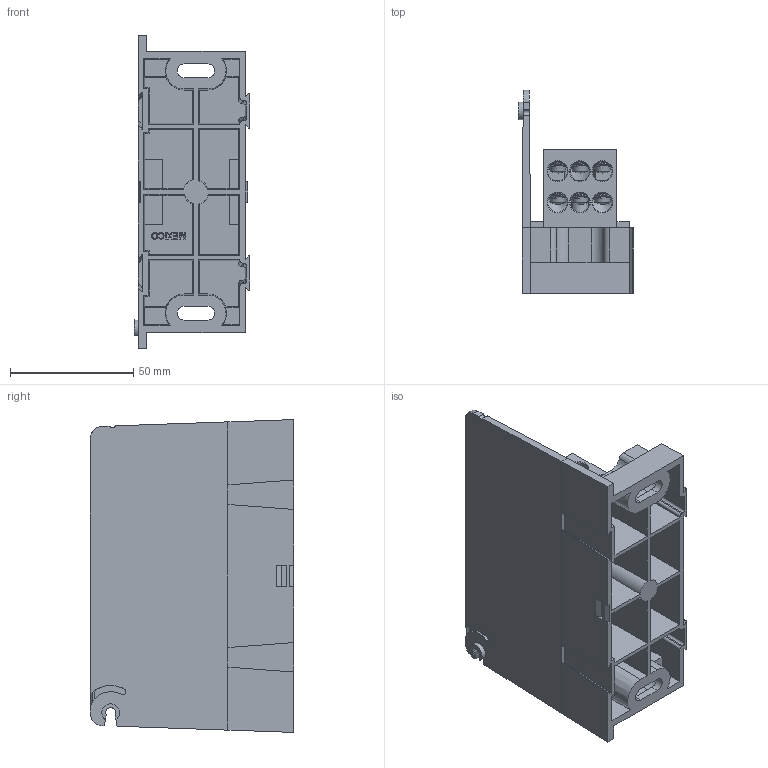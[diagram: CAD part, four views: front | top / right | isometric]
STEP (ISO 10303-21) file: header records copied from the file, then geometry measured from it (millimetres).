
FILE_DESCRIPTION (( 'STEP AP214' ), '1' );
FILE_NAME ('702021rev-ADDER.STEP', '2018-08-13T13:50:25', ( '' ), ( '' ), 'SwSTEP 2.0', 'SolidWorks 2017', '' );
FILE_SCHEMA (( 'AUTOMOTIVE_DESIGN' ));
Length unit declared in the file: inch
Products named in the file (2): 702021rev-ADDER
Bounding box: 46.93 x 82.55 x 127.01 mm (x, y, z)
Volume: 108438.7 mm3; surface area: 71373.8 mm2
Topology: 11 solids, 11 shells, 763 faces, 2050 edges, 1323 vertices
Faces by surface type: plane 278, cone 239, cylinder 212, bspline 24, sphere 7, torus 3
Full cylindrical faces by diameter (mm): 4.928 x1, 6.909 x7, 7.009 x24, 7.925 x18, 7.937 x6, 8.611 x2, 9.525 x22, 10.795 x1, 11.112 x2, 12.7 x1
Entity records: 40254 total; most frequent: CARTESIAN_POINT 13563, ORIENTED_EDGE 3390, DIRECTION 3117, EDGE_CURVE 1695, VERTEX_POINT 1197, AXIS2_PLACEMENT_3D 1143, EDGE_LOOP 1032, FACE_OUTER_BOUND 849
